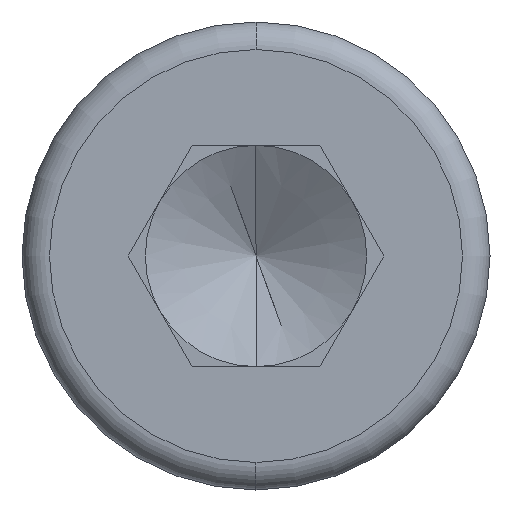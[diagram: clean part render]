
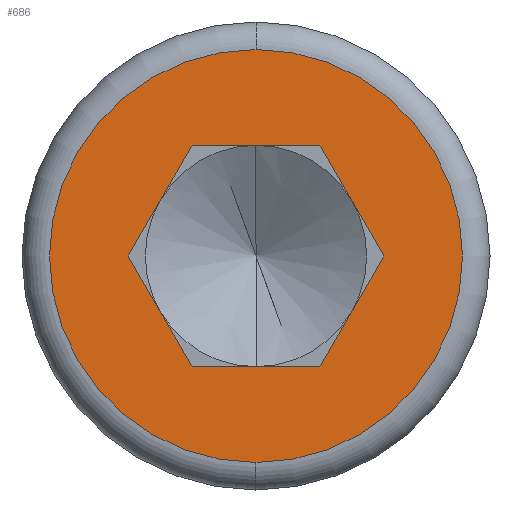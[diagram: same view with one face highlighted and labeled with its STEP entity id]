
A CAD part, left-side view. The second image highlights one B-rep face of the part: STEP entity #686.
In plain terms, the highlighted planar face has unit normal (-1, 0, 0).
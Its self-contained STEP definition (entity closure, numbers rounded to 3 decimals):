
#6 = DIRECTION ( 'NONE',  ( 0., 0., 1. ) ) ;
#8 = FACE_OUTER_BOUND ( 'NONE', #729, .T. ) ;
#40 = EDGE_CURVE ( 'NONE', #637, #357, #752, .T. ) ;
#42 = AXIS2_PLACEMENT_3D ( 'NONE', #71, #69, #6 ) ;
#46 = LINE ( 'NONE', #667, #315 ) ;
#48 = EDGE_LOOP ( 'NONE', ( #712, #507, #440, #628, #732, #308 ) ) ;
#52 = ORIENTED_EDGE ( 'NONE', *, *, #40, .T. ) ;
#60 = DIRECTION ( 'NONE',  ( 0., 1., 0. ) ) ;
#64 = CARTESIAN_POINT ( 'NONE',  ( 0., 0., 3.75 ) ) ;
#69 = DIRECTION ( 'NONE',  ( -1., 0., 0. ) ) ;
#71 = CARTESIAN_POINT ( 'NONE',  ( 0., 0., 0. ) ) ;
#105 = VERTEX_POINT ( 'NONE', #398 ) ;
#119 = AXIS2_PLACEMENT_3D ( 'NONE', #322, #491, #674 ) ;
#122 = CARTESIAN_POINT ( 'NONE',  ( 0., -1.16, 2.01 ) ) ;
#127 = DIRECTION ( 'NONE',  ( 0., 0.5, -0.866 ) ) ;
#136 = CARTESIAN_POINT ( 'NONE',  ( 0., 0., 0. ) ) ;
#148 = VERTEX_POINT ( 'NONE', #776 ) ;
#152 = VERTEX_POINT ( 'NONE', #703 ) ;
#184 = CARTESIAN_POINT ( 'NONE',  ( 0., -2.321, 0. ) ) ;
#197 = CARTESIAN_POINT ( 'NONE',  ( 0., 2.321, 0. ) ) ;
#226 = AXIS2_PLACEMENT_3D ( 'NONE', #136, #566, #506 ) ;
#251 = LINE ( 'NONE', #381, #659 ) ;
#256 = CARTESIAN_POINT ( 'NONE',  ( 0., -1.16, 2.01 ) ) ;
#262 = LINE ( 'NONE', #122, #479 ) ;
#263 = DIRECTION ( 'NONE',  ( 0., -1., 0. ) ) ;
#280 = EDGE_CURVE ( 'NONE', #594, #537, #327, .T. ) ;
#291 = CARTESIAN_POINT ( 'NONE',  ( 0., -1.16, -2.01 ) ) ;
#303 = DIRECTION ( 'NONE',  ( 0., -0.5, -0.866 ) ) ;
#305 = CIRCLE ( 'NONE', #42, 3.75 ) ;
#308 = ORIENTED_EDGE ( 'NONE', *, *, #497, .F. ) ;
#313 = LINE ( 'NONE', #256, #730 ) ;
#315 = VECTOR ( 'NONE', #303, 1000. ) ;
#322 = CARTESIAN_POINT ( 'NONE',  ( 0., 0., 0. ) ) ;
#326 = FACE_BOUND ( 'NONE', #48, .T. ) ;
#327 = LINE ( 'NONE', #483, #498 ) ;
#334 = CARTESIAN_POINT ( 'NONE',  ( 0., 0., -3.75 ) ) ;
#357 = VERTEX_POINT ( 'NONE', #334 ) ;
#381 = CARTESIAN_POINT ( 'NONE',  ( 0., -2.321, 0. ) ) ;
#398 = CARTESIAN_POINT ( 'NONE',  ( 0., 1.16, 2.01 ) ) ;
#440 = ORIENTED_EDGE ( 'NONE', *, *, #758, .T. ) ;
#479 = VECTOR ( 'NONE', #493, 1000. ) ;
#483 = CARTESIAN_POINT ( 'NONE',  ( 0., 1.16, -2.01 ) ) ;
#491 = DIRECTION ( 'NONE',  ( -1., 0., 0. ) ) ;
#493 = DIRECTION ( 'NONE',  ( 0., -0.5, -0.866 ) ) ;
#497 = EDGE_CURVE ( 'NONE', #148, #594, #46, .T. ) ;
#498 = VECTOR ( 'NONE', #263, 1000. ) ;
#506 = DIRECTION ( 'NONE',  ( 0., 0., 1. ) ) ;
#507 = ORIENTED_EDGE ( 'NONE', *, *, #654, .F. ) ;
#537 = VERTEX_POINT ( 'NONE', #291 ) ;
#550 = PLANE ( 'NONE',  #119 ) ;
#553 = DIRECTION ( 'NONE',  ( 0., -0.5, 0.866 ) ) ;
#566 = DIRECTION ( 'NONE',  ( -1., 0., 0. ) ) ;
#571 = ORIENTED_EDGE ( 'NONE', *, *, #661, .T. ) ;
#576 = VECTOR ( 'NONE', #553, 1000. ) ;
#594 = VERTEX_POINT ( 'NONE', #655 ) ;
#612 = LINE ( 'NONE', #197, #576 ) ;
#628 = ORIENTED_EDGE ( 'NONE', *, *, #702, .T. ) ;
#637 = VERTEX_POINT ( 'NONE', #64 ) ;
#654 = EDGE_CURVE ( 'NONE', #152, #105, #313, .T. ) ;
#655 = CARTESIAN_POINT ( 'NONE',  ( 0., 1.16, -2.01 ) ) ;
#659 = VECTOR ( 'NONE', #127, 1000. ) ;
#661 = EDGE_CURVE ( 'NONE', #357, #637, #305, .T. ) ;
#666 = VERTEX_POINT ( 'NONE', #184 ) ;
#667 = CARTESIAN_POINT ( 'NONE',  ( 0., 2.321, 0. ) ) ;
#674 = DIRECTION ( 'NONE',  ( 0., 0., 1. ) ) ;
#686 = ADVANCED_FACE ( 'NONE', ( #326, #8 ), #550, .T. ) ;
#702 = EDGE_CURVE ( 'NONE', #666, #537, #251, .T. ) ;
#703 = CARTESIAN_POINT ( 'NONE',  ( 0., -1.16, 2.01 ) ) ;
#712 = ORIENTED_EDGE ( 'NONE', *, *, #771, .T. ) ;
#729 = EDGE_LOOP ( 'NONE', ( #52, #571 ) ) ;
#730 = VECTOR ( 'NONE', #60, 1000. ) ;
#732 = ORIENTED_EDGE ( 'NONE', *, *, #280, .F. ) ;
#752 = CIRCLE ( 'NONE', #226, 3.75 ) ;
#758 = EDGE_CURVE ( 'NONE', #152, #666, #262, .T. ) ;
#771 = EDGE_CURVE ( 'NONE', #148, #105, #612, .T. ) ;
#776 = CARTESIAN_POINT ( 'NONE',  ( 0., 2.321, 0. ) ) ;
